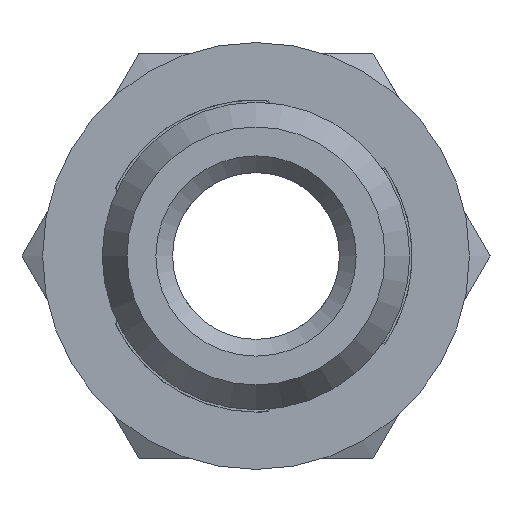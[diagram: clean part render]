
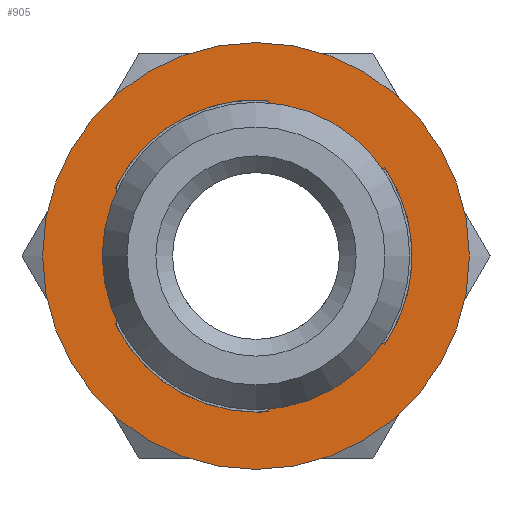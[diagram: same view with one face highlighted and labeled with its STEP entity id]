
A CAD part, front view. The second image highlights one B-rep face of the part: STEP entity #905.
In plain terms, the highlighted planar face has unit normal (0, -1, 0).
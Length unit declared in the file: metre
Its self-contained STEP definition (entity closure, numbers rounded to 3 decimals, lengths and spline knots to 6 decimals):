
#111=CIRCLE('',#984,0.00655);
#112=CIRCLE('',#985,0.00655);
#113=CIRCLE('',#986,0.00655);
#114=CIRCLE('',#987,0.00895);
#165=ORIENTED_EDGE('',*,*,#352,.F.);
#166=ORIENTED_EDGE('',*,*,#349,.F.);
#167=ORIENTED_EDGE('',*,*,#353,.F.);
#168=ORIENTED_EDGE('',*,*,#354,.F.);
#169=ORIENTED_EDGE('',*,*,#355,.F.);
#170=ORIENTED_EDGE('',*,*,#344,.F.);
#171=ORIENTED_EDGE('',*,*,#356,.T.);
#344=EDGE_CURVE('',#438,#436,#512,.T.);
#349=EDGE_CURVE('',#442,#441,#516,.T.);
#352=EDGE_CURVE('',#441,#438,#111,.T.);
#353=EDGE_CURVE('',#445,#442,#112,.T.);
#354=EDGE_CURVE('',#446,#445,#517,.T.);
#355=EDGE_CURVE('',#436,#446,#113,.T.);
#356=EDGE_CURVE('',#447,#447,#114,.T.);
#436=VERTEX_POINT('',#1312);
#438=VERTEX_POINT('',#1316);
#441=VERTEX_POINT('',#1325);
#442=VERTEX_POINT('',#1327);
#445=VERTEX_POINT('',#1337);
#446=VERTEX_POINT('',#1339);
#447=VERTEX_POINT('',#1342);
#512=LINE('',#1317,#530);
#516=LINE('',#1328,#534);
#517=LINE('',#1338,#535);
#530=VECTOR('',#1087,1.);
#534=VECTOR('',#1097,1.);
#535=VECTOR('',#1110,1.);
#550=EDGE_LOOP('',(#165,#166,#167,#168,#169,#170));
#551=EDGE_LOOP('',(#171));
#650=FACE_BOUND('',#550,.T.);
#651=FACE_BOUND('',#551,.T.);
#749=PLANE('',#983);
#905=ADVANCED_FACE('',(#650,#651),#749,.T.);
#983=AXIS2_PLACEMENT_3D('',#1334,#1104,#1105);
#984=AXIS2_PLACEMENT_3D('',#1335,#1106,#1107);
#985=AXIS2_PLACEMENT_3D('',#1336,#1108,#1109);
#986=AXIS2_PLACEMENT_3D('',#1340,#1111,#1112);
#987=AXIS2_PLACEMENT_3D('',#1341,#1113,#1114);
#1087=DIRECTION('',(0.866,0.,0.5));
#1097=DIRECTION('',(0.,0.,-1.));
#1104=DIRECTION('',(0.,-1.,0.));
#1105=DIRECTION('',(0.,0.,-1.));
#1106=DIRECTION('',(0.,-1.,0.));
#1107=DIRECTION('',(0.,0.,-1.));
#1108=DIRECTION('',(0.,-1.,0.));
#1109=DIRECTION('',(0.,0.,-1.));
#1110=DIRECTION('',(-0.866,0.,0.5));
#1111=DIRECTION('',(0.,-1.,0.));
#1112=DIRECTION('',(0.,0.,-1.));
#1113=DIRECTION('',(0.,-1.,0.));
#1114=DIRECTION('',(0.,0.,-1.));
#1312=CARTESIAN_POINT('',(0.005476,0.0056,-0.003593));
#1316=CARTESIAN_POINT('',(0.000374,0.0056,-0.006539));
#1317=CARTESIAN_POINT('',(0.005476,0.0056,-0.003593));
#1325=CARTESIAN_POINT('',(-0.00585,0.0056,-0.002946));
#1327=CARTESIAN_POINT('',(-0.00585,0.0056,0.002946));
#1328=CARTESIAN_POINT('',(-0.00585,0.0056,-0.002946));
#1334=CARTESIAN_POINT('',(0.00655,0.0056,0.));
#1335=CARTESIAN_POINT('',(0.,0.0056,0.));
#1336=CARTESIAN_POINT('',(0.,0.0056,0.));
#1337=CARTESIAN_POINT('',(0.000374,0.0056,0.006539));
#1338=CARTESIAN_POINT('',(0.000374,0.0056,0.006539));
#1339=CARTESIAN_POINT('',(0.005476,0.0056,0.003593));
#1340=CARTESIAN_POINT('',(0.,0.0056,0.));
#1341=CARTESIAN_POINT('',(0.,0.0056,0.));
#1342=CARTESIAN_POINT('',(0.,0.0056,-0.00895));
